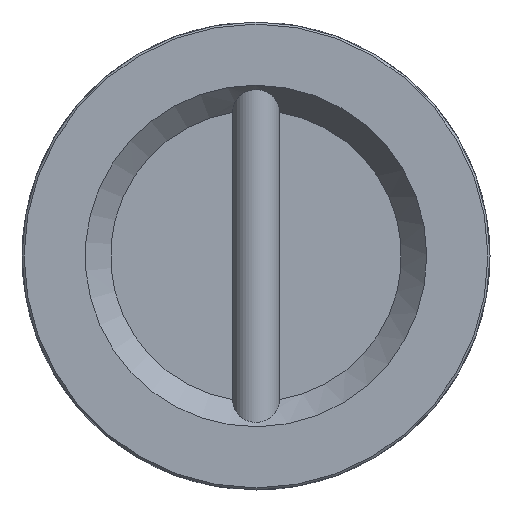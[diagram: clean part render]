
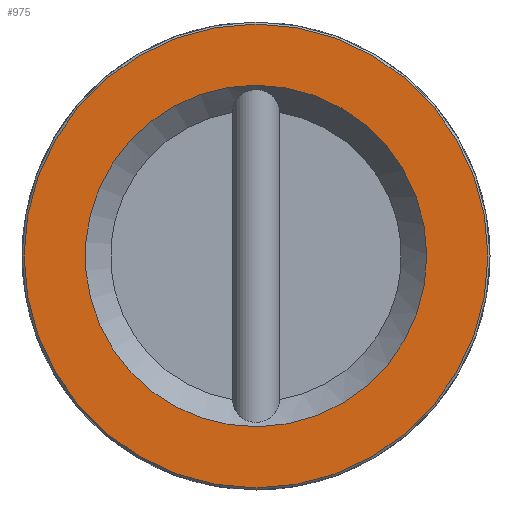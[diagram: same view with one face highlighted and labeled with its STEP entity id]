
A CAD part, front view. The second image highlights one B-rep face of the part: STEP entity #975.
In plain terms, the highlighted planar face has unit normal (0, -1, 0).
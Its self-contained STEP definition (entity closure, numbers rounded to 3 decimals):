
#13 = ORIENTED_EDGE ( 'NONE', *, *, #873, .T. ) ;
#203 = AXIS2_PLACEMENT_3D ( 'NONE', #2116, #1297, #1087 ) ;
#245 = FACE_OUTER_BOUND ( 'NONE', #312, .T. ) ;
#312 = EDGE_LOOP ( 'NONE', ( #13 ) ) ;
#587 = PLANE ( 'NONE',  #203 ) ;
#614 = AXIS2_PLACEMENT_3D ( 'NONE', #720, #1516, #1550 ) ;
#720 = CARTESIAN_POINT ( 'NONE',  ( 0., 0., 0. ) ) ;
#742 = CARTESIAN_POINT ( 'NONE',  ( 0., 0., 0. ) ) ;
#873 = EDGE_CURVE ( 'NONE', #1862, #1862, #1288, .T. ) ;
#975 = ADVANCED_FACE ( 'NONE', ( #245, #1807 ), #587, .F. ) ;
#1016 = VERTEX_POINT ( 'NONE', #1185 ) ;
#1085 = AXIS2_PLACEMENT_3D ( 'NONE', #742, #1099, #1923 ) ;
#1087 = DIRECTION ( 'NONE',  ( 0., 0., 1. ) ) ;
#1099 = DIRECTION ( 'NONE',  ( 0., 1., 0. ) ) ;
#1175 = ORIENTED_EDGE ( 'NONE', *, *, #1907, .T. ) ;
#1185 = CARTESIAN_POINT ( 'NONE',  ( 0., 0., 81. ) ) ;
#1288 = CIRCLE ( 'NONE', #614, 110. ) ;
#1297 = DIRECTION ( 'NONE',  ( 0., 1., 0. ) ) ;
#1310 = CIRCLE ( 'NONE', #1085, 81. ) ;
#1516 = DIRECTION ( 'NONE',  ( 0., -1., 0. ) ) ;
#1550 = DIRECTION ( 'NONE',  ( 0., 0., 1. ) ) ;
#1807 = FACE_BOUND ( 'NONE', #2108, .T. ) ;
#1862 = VERTEX_POINT ( 'NONE', #2158 ) ;
#1907 = EDGE_CURVE ( 'NONE', #1016, #1016, #1310, .T. ) ;
#1923 = DIRECTION ( 'NONE',  ( 0., 0., 1. ) ) ;
#2108 = EDGE_LOOP ( 'NONE', ( #1175 ) ) ;
#2116 = CARTESIAN_POINT ( 'NONE',  ( 81., 0., 0. ) ) ;
#2158 = CARTESIAN_POINT ( 'NONE',  ( 0., 0., 110. ) ) ;
